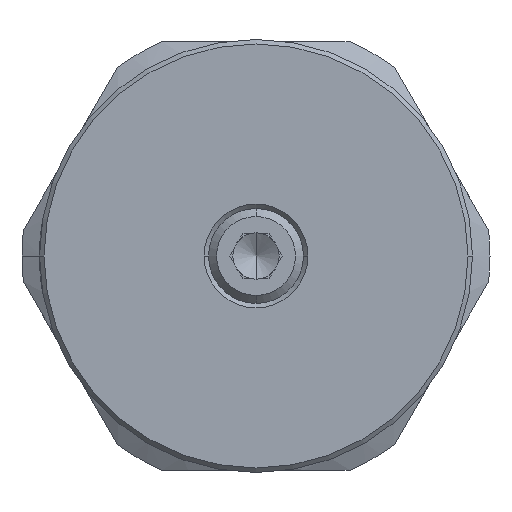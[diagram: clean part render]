
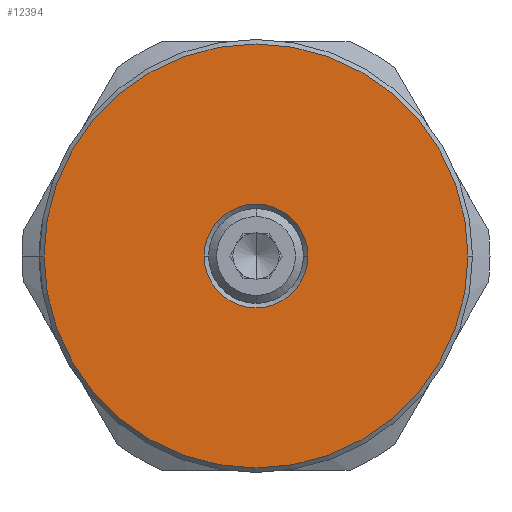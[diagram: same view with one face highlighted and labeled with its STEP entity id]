
A CAD part, left-side view. The second image highlights one B-rep face of the part: STEP entity #12394.
In plain terms, the highlighted planar face has unit normal (-1, 0, 0).
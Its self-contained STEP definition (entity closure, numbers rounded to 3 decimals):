
#60 = CIRCLE ( 'NONE', #14620, 18.8 ) ;
#148 = CIRCLE ( 'NONE', #4449, 18.8 ) ;
#276 = CARTESIAN_POINT ( 'NONE',  ( -29.253, -18.8, 0. ) ) ;
#329 = CARTESIAN_POINT ( 'NONE',  ( -29.253, 4.6, 0. ) ) ;
#341 = CARTESIAN_POINT ( 'NONE',  ( -29.253, -4.6, 0. ) ) ;
#444 = CARTESIAN_POINT ( 'NONE',  ( -29.253, 0., 0. ) ) ;
#447 = PLANE ( 'NONE',  #4327 ) ;
#449 = DIRECTION ( 'NONE',  ( 1., 0., 0. ) ) ;
#450 = DIRECTION ( 'NONE',  ( 0., -1., 0. ) ) ;
#825 = CARTESIAN_POINT ( 'NONE',  ( -29.253, 0., 0. ) ) ;
#826 = DIRECTION ( 'NONE',  ( 1., 0., 0. ) ) ;
#827 = DIRECTION ( 'NONE',  ( 0., -1., 0. ) ) ;
#1239 = CARTESIAN_POINT ( 'NONE',  ( -29.253, 0., 0. ) ) ;
#1240 = DIRECTION ( 'NONE',  ( -1., 0., 0. ) ) ;
#1241 = DIRECTION ( 'NONE',  ( 0., -1., 0. ) ) ;
#2093 = CARTESIAN_POINT ( 'NONE',  ( -29.253, 0., 0. ) ) ;
#2094 = DIRECTION ( 'NONE',  ( 1., 0., 0. ) ) ;
#2095 = DIRECTION ( 'NONE',  ( 0., -1., 0. ) ) ;
#4327 = AXIS2_PLACEMENT_3D ( 'NONE', #444, #449, #450 ) ;
#4449 = AXIS2_PLACEMENT_3D ( 'NONE', #17995, #17996, #17997 ) ;
#5246 = EDGE_CURVE ( 'NONE', #5933, #5921, #21893, .T. ) ;
#5278 = EDGE_CURVE ( 'NONE', #5921, #5933, #21933, .T. ) ;
#5359 = EDGE_CURVE ( 'NONE', #5868, #5777, #60, .T. ) ;
#5464 = EDGE_CURVE ( 'NONE', #5777, #5868, #148, .T. ) ;
#5777 = VERTEX_POINT ( 'NONE', #17860 ) ;
#5868 = VERTEX_POINT ( 'NONE', #276 ) ;
#5921 = VERTEX_POINT ( 'NONE', #329 ) ;
#5933 = VERTEX_POINT ( 'NONE', #341 ) ;
#6202 = ORIENTED_EDGE ( 'NONE', *, *, #5246, .T. ) ;
#6301 = EDGE_LOOP ( 'NONE', ( #13257, #6202 ) ) ;
#10389 = EDGE_LOOP ( 'NONE', ( #11764, #11759 ) ) ;
#11759 = ORIENTED_EDGE ( 'NONE', *, *, #5464, .T. ) ;
#11764 = ORIENTED_EDGE ( 'NONE', *, *, #5359, .T. ) ;
#12394 = ADVANCED_FACE ( 'NONE', ( #13880, #13890 ), #447, .F. ) ;
#13257 = ORIENTED_EDGE ( 'NONE', *, *, #5278, .T. ) ;
#13880 = FACE_BOUND ( 'NONE', #6301, .T. ) ;
#13890 = FACE_OUTER_BOUND ( 'NONE', #10389, .T. ) ;
#14294 = AXIS2_PLACEMENT_3D ( 'NONE', #825, #826, #827 ) ;
#14620 = AXIS2_PLACEMENT_3D ( 'NONE', #1239, #1240, #1241 ) ;
#14644 = AXIS2_PLACEMENT_3D ( 'NONE', #2093, #2094, #2095 ) ;
#17860 = CARTESIAN_POINT ( 'NONE',  ( -29.253, 18.8, 0. ) ) ;
#17995 = CARTESIAN_POINT ( 'NONE',  ( -29.253, 0., 0. ) ) ;
#17996 = DIRECTION ( 'NONE',  ( -1., 0., 0. ) ) ;
#17997 = DIRECTION ( 'NONE',  ( 0., -1., 0. ) ) ;
#21893 = CIRCLE ( 'NONE', #14644, 4.6 ) ;
#21933 = CIRCLE ( 'NONE', #14294, 4.6 ) ;
